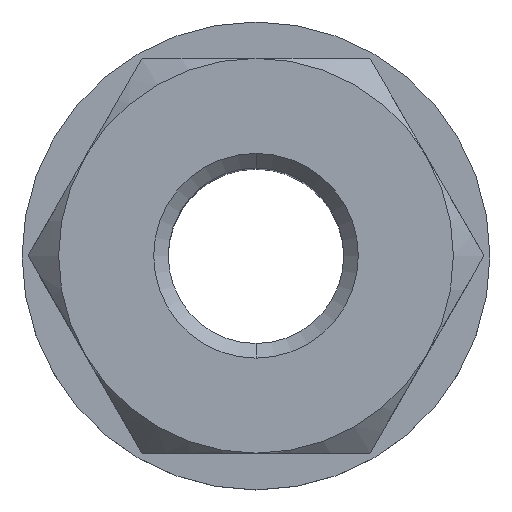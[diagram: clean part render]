
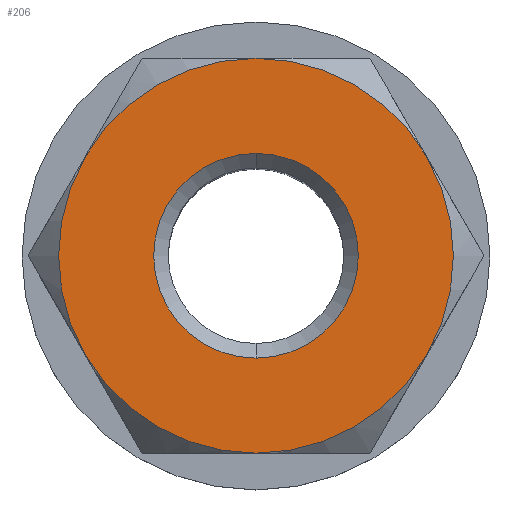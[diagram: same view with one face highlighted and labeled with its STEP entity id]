
A CAD part, top view. The second image highlights one B-rep face of the part: STEP entity #206.
In plain terms, the highlighted planar face has unit normal (0, 0, 1).
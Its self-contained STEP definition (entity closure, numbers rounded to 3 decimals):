
#206=ADVANCED_FACE('',(#566,#567),#568,.T.);
#242=VERTEX_POINT('',#610);
#266=EDGE_CURVE('',#298,#352,#635,.T.);
#298=VERTEX_POINT('',#669);
#324=VERTEX_POINT('',#698);
#352=VERTEX_POINT('',#728);
#354=EDGE_CURVE('',#528,#298,#730,.T.);
#382=VERTEX_POINT('',#759);
#420=EDGE_CURVE('',#242,#324,#802,.T.);
#448=EDGE_CURVE('',#488,#382,#833,.T.);
#460=EDGE_CURVE('',#324,#242,#846,.T.);
#480=EDGE_CURVE('',#382,#528,#872,.T.);
#484=EDGE_CURVE('',#532,#488,#876,.T.);
#488=VERTEX_POINT('',#880);
#518=EDGE_CURVE('',#352,#532,#914,.T.);
#528=VERTEX_POINT('',#926);
#532=VERTEX_POINT('',#931);
#566=FACE_BOUND('',#957,.T.);
#567=FACE_OUTER_BOUND('',#958,.T.);
#568=PLANE('',#959);
#610=CARTESIAN_POINT('',(0.,-7.0,12.5));
#635=CIRCLE('',#1078,13.5);
#669=CARTESIAN_POINT('',(11.691,-6.75,12.5));
#698=CARTESIAN_POINT('',(0.,7.0,12.5));
#728=CARTESIAN_POINT('',(11.691,6.75,12.5));
#730=CIRCLE('',#1210,13.5);
#759=CARTESIAN_POINT('',(-11.691,-6.75,12.5));
#802=CIRCLE('',#1336,7.0);
#833=CIRCLE('',#1388,13.5);
#846=CIRCLE('',#1412,7.0);
#872=CIRCLE('',#1442,13.5);
#876=CIRCLE('',#1457,13.5);
#880=CARTESIAN_POINT('',(-11.691,6.75,12.5));
#914=CIRCLE('',#1524,13.5);
#926=CARTESIAN_POINT('',(0.,-13.5,12.5));
#931=CARTESIAN_POINT('',(0.,13.5,12.5));
#957=EDGE_LOOP('',(#1574,#1575));
#958=EDGE_LOOP('',(#1576,#1577,#1578,#1579,#1580,#1581));
#959=AXIS2_PLACEMENT_3D('',#1582,#1583,#1584);
#1078=AXIS2_PLACEMENT_3D('',#1658,#1659,#1660);
#1210=AXIS2_PLACEMENT_3D('',#1750,#1751,#1752);
#1336=AXIS2_PLACEMENT_3D('',#1833,#1834,#1835);
#1388=AXIS2_PLACEMENT_3D('',#1878,#1879,#1880);
#1412=AXIS2_PLACEMENT_3D('',#1890,#1891,#1892);
#1442=AXIS2_PLACEMENT_3D('',#1942,#1943,#1944);
#1457=AXIS2_PLACEMENT_3D('',#1945,#1946,#1947);
#1524=AXIS2_PLACEMENT_3D('',#1986,#1987,#1988);
#1574=ORIENTED_EDGE('',*,*,#460,.T.);
#1575=ORIENTED_EDGE('',*,*,#420,.T.);
#1576=ORIENTED_EDGE('',*,*,#354,.T.);
#1577=ORIENTED_EDGE('',*,*,#266,.T.);
#1578=ORIENTED_EDGE('',*,*,#518,.T.);
#1579=ORIENTED_EDGE('',*,*,#484,.T.);
#1580=ORIENTED_EDGE('',*,*,#448,.T.);
#1581=ORIENTED_EDGE('',*,*,#480,.T.);
#1582=CARTESIAN_POINT('',(0.,0.,12.5));
#1583=DIRECTION('',(0.0,0.0,1.0));
#1584=DIRECTION('',(0.,-1.0,0.0));
#1658=CARTESIAN_POINT('',(0.,0.,12.5));
#1659=DIRECTION('',(0.0,0.0,1.0));
#1660=DIRECTION('',(0.,-1.0,0.0));
#1750=CARTESIAN_POINT('',(0.,0.,12.5));
#1751=DIRECTION('',(0.0,0.0,1.0));
#1752=DIRECTION('',(0.,-1.0,0.0));
#1833=CARTESIAN_POINT('',(0.,0.,12.5));
#1834=DIRECTION('',(0.0,0.0,-1.0));
#1835=DIRECTION('',(0.,1.0,0.0));
#1878=CARTESIAN_POINT('',(0.,0.,12.5));
#1879=DIRECTION('',(0.0,0.0,1.0));
#1880=DIRECTION('',(0.,-1.0,0.0));
#1890=CARTESIAN_POINT('',(0.,0.,12.5));
#1891=DIRECTION('',(0.0,0.0,-1.0));
#1892=DIRECTION('',(0.,1.0,0.0));
#1942=CARTESIAN_POINT('',(0.,0.,12.5));
#1943=DIRECTION('',(0.0,0.0,1.0));
#1944=DIRECTION('',(0.,-1.0,0.0));
#1945=CARTESIAN_POINT('',(0.,0.,12.5));
#1946=DIRECTION('',(0.0,0.0,1.0));
#1947=DIRECTION('',(0.,-1.0,0.0));
#1986=CARTESIAN_POINT('',(0.,0.,12.5));
#1987=DIRECTION('',(0.0,0.0,1.0));
#1988=DIRECTION('',(0.,-1.0,0.0));
